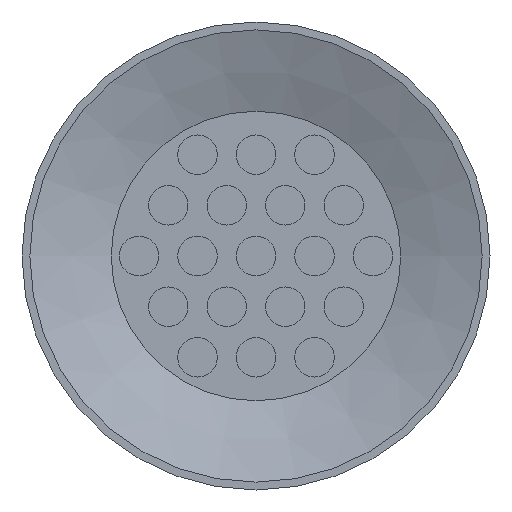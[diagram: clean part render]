
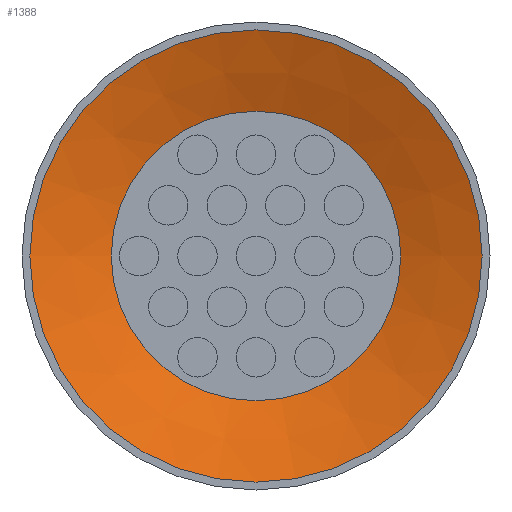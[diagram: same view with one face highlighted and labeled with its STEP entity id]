
A CAD part, front view. The second image highlights one B-rep face of the part: STEP entity #1388.
In plain terms, the highlighted conical face has half-angle 69.713 degrees and reference radius 15.054 mm.
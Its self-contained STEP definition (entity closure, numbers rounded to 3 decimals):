
#243=FACE_OUTER_BOUND('',#342,.T.);
#342=EDGE_LOOP('',(#1292,#1293,#1294,#1295,#1296,#1297));
#389=LINE('',#2521,#436);
#436=VECTOR('',#2111,15.054);
#545=CIRCLE('',#1572,18.359);
#546=CIRCLE('',#1573,18.359);
#579=CIRCLE('',#1624,11.75);
#580=CIRCLE('',#1625,11.75);
#689=VERTEX_POINT('',#2413);
#690=VERTEX_POINT('',#2414);
#723=VERTEX_POINT('',#2516);
#724=VERTEX_POINT('',#2517);
#862=EDGE_CURVE('',#689,#690,#545,.T.);
#863=EDGE_CURVE('',#690,#689,#546,.T.);
#913=EDGE_CURVE('',#723,#724,#579,.T.);
#914=EDGE_CURVE('',#724,#723,#580,.T.);
#915=EDGE_CURVE('',#724,#690,#389,.T.);
#1292=ORIENTED_EDGE('',*,*,#913,.T.);
#1293=ORIENTED_EDGE('',*,*,#915,.T.);
#1294=ORIENTED_EDGE('',*,*,#862,.F.);
#1295=ORIENTED_EDGE('',*,*,#863,.F.);
#1296=ORIENTED_EDGE('',*,*,#915,.F.);
#1297=ORIENTED_EDGE('',*,*,#914,.T.);
#1314=CONICAL_SURFACE('',#1626,15.054,1.217);
#1388=ADVANCED_FACE('',(#243),#1314,.F.);
#1572=AXIS2_PLACEMENT_3D('',#2415,#1984,#1985);
#1573=AXIS2_PLACEMENT_3D('',#2416,#1986,#1987);
#1624=AXIS2_PLACEMENT_3D('',#2518,#2105,#2106);
#1625=AXIS2_PLACEMENT_3D('',#2519,#2107,#2108);
#1626=AXIS2_PLACEMENT_3D('',#2520,#2109,#2110);
#1984=DIRECTION('center_axis',(0.,1.,0.));
#1985=DIRECTION('ref_axis',(-1.,0.,0.));
#1986=DIRECTION('center_axis',(0.,1.,0.));
#1987=DIRECTION('ref_axis',(-1.,0.,0.));
#2105=DIRECTION('center_axis',(0.,1.,0.));
#2106=DIRECTION('ref_axis',(-1.,0.,0.));
#2107=DIRECTION('center_axis',(0.,1.,0.));
#2108=DIRECTION('ref_axis',(-1.,0.,0.));
#2109=DIRECTION('center_axis',(0.,-1.,0.));
#2110=DIRECTION('ref_axis',(-1.,0.,0.));
#2111=DIRECTION('',(0.938,-0.347,0.));
#2413=CARTESIAN_POINT('',(-18.359,0.,0.));
#2414=CARTESIAN_POINT('',(18.359,0.,0.));
#2415=CARTESIAN_POINT('Origin',(0.,0.,
0.));
#2416=CARTESIAN_POINT('Origin',(0.,0.,
0.));
#2516=CARTESIAN_POINT('',(-11.75,2.443,0.));
#2517=CARTESIAN_POINT('',(11.75,2.443,0.));
#2518=CARTESIAN_POINT('Origin',(0.,2.443,
0.));
#2519=CARTESIAN_POINT('Origin',(0.,2.443,
0.));
#2520=CARTESIAN_POINT('Origin',(0.,1.221,
0.));
#2521=CARTESIAN_POINT('',(15.054,1.221,0.));
